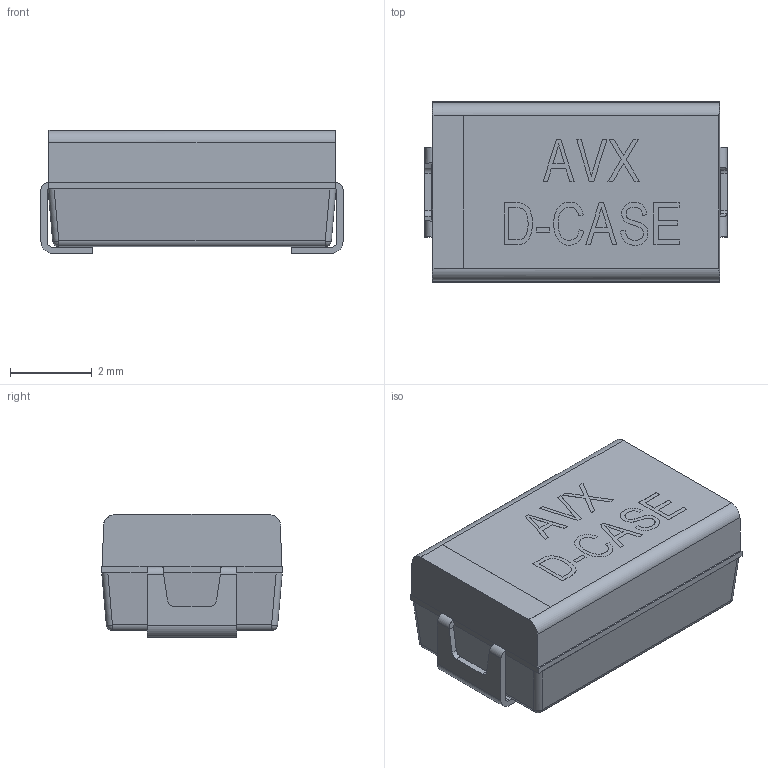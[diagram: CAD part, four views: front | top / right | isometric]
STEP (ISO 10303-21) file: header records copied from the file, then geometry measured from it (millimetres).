
FILE_DESCRIPTION(('FreeCAD Model'),'2;1');
FILE_NAME('Cap_2917_AVX_D_CASE.step','2016-02-15T14:33:12',('Author'),(''), 'Open CASCADE STEP processor 6.8','FreeCAD','Unknown');
FILE_SCHEMA(('AUTOMOTIVE_DESIGN_CC2 { 1 2 10303 214 -1 1 5 4 }'));
Length unit declared in the file: millimetre
Products named in the file (2): ASSEMBLY; User_Library-AVX_D_CASE001
Assembly tree (1 placements, depth 2):
  ASSEMBLY
    User_Library-AVX_D_CASE001
Bounding box: 7.4 x 4.45 x 3.01 mm (x, y, z)
Volume: 87.2 mm3; surface area: 144.5 mm2
Topology: 1 solids, 1 shells, 199 faces, 527 edges, 338 vertices
Faces by surface type: plane 126, bspline 43, cylinder 26, sphere 4
Entity records: 22489 total; most frequent: CARTESIAN_POINT 11348, DIRECTION 1493, LINE 1089, VECTOR 1089, ORIENTED_EDGE 1054, PCURVE 1054, DEFINITIONAL_REPRESENTATION 1054, EDGE_CURVE 527
